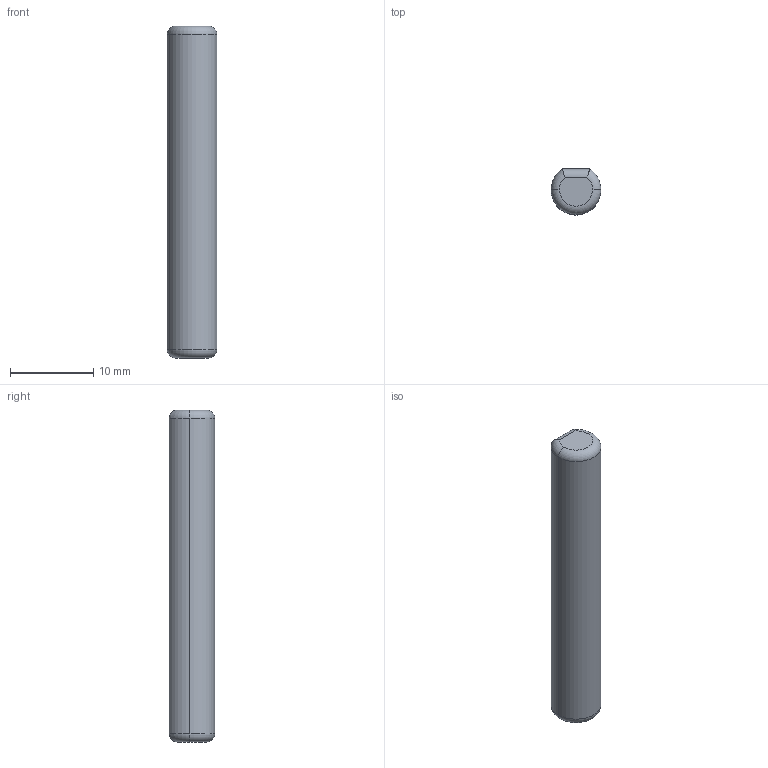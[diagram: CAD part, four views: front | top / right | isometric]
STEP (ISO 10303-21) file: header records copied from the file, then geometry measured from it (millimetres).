
FILE_DESCRIPTION (( 'STEP AP214' ), '1' );
FILE_NAME ('40226_TXP-6mm x 40mm Axle.STEP', '2017-03-28T20:18:24', ( '' ), ( '' ), 'SwSTEP 2.0', 'SolidWorks 2016', '' );
FILE_SCHEMA (( 'AUTOMOTIVE_DESIGN' ));
Length unit declared in the file: millimetre
Products named in the file (2): 40226_TXP-6mm x 40mm Axle
Bounding box: 6 x 5.5 x 40 mm (x, y, z)
Volume: 1078.6 mm3; surface area: 783.5 mm2
Topology: 1 solids, 1 shells, 14 faces, 28 edges, 16 vertices
Faces by surface type: torus 6, cylinder 5, plane 3
Entity records: 595 total; most frequent: CARTESIAN_POINT 96, DIRECTION 72, ORIENTED_EDGE 56, AXIS2_PLACEMENT_3D 32, EDGE_CURVE 28, UNCERTAINTY_MEASURE_WITH_UNIT 17, COLOUR_RGB 16, VERTEX_POINT 16
